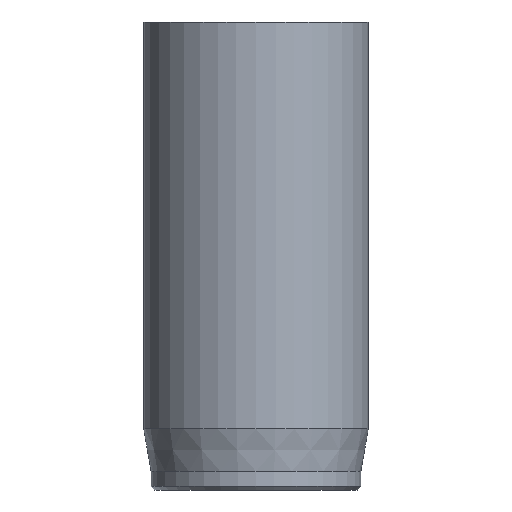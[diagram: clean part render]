
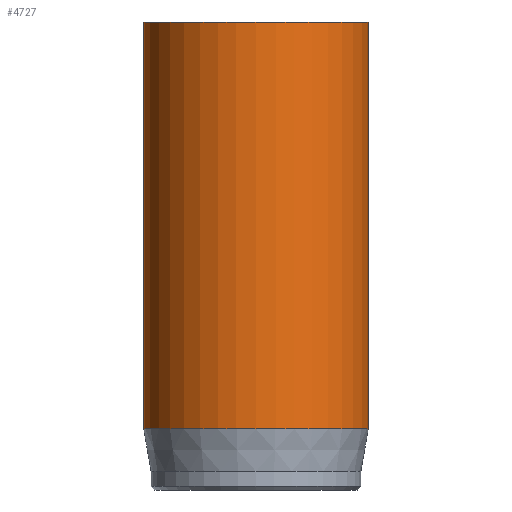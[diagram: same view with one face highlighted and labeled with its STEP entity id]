
A CAD part, front view. The second image highlights one B-rep face of the part: STEP entity #4727.
In plain terms, the highlighted cylindrical face has radius 6 mm (diameter 12 mm), a full revolution.
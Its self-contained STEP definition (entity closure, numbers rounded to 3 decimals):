
#32=CYLINDRICAL_SURFACE('',#4898,6.);
#47=CIRCLE('',#4865,6.);
#63=CIRCLE('',#4896,6.);
#64=CIRCLE('',#4897,6.);
#835=FACE_OUTER_BOUND('',#1115,.T.);
#1115=EDGE_LOOP('',(#4306,#4307,#4308,#4309,#4310));
#1449=LINE('',#9084,#1791);
#1791=VECTOR('',#5443,6.);
#2242=VERTEX_POINT('',#9023);
#2258=VERTEX_POINT('',#9078);
#2259=VERTEX_POINT('',#9079);
#2922=EDGE_CURVE('',#2242,#2242,#47,.T.);
#2946=EDGE_CURVE('',#2258,#2259,#63,.T.);
#2947=EDGE_CURVE('',#2259,#2258,#64,.T.);
#2949=EDGE_CURVE('',#2242,#2258,#1449,.T.);
#4306=ORIENTED_EDGE('',*,*,#2922,.T.);
#4307=ORIENTED_EDGE('',*,*,#2949,.T.);
#4308=ORIENTED_EDGE('',*,*,#2946,.T.);
#4309=ORIENTED_EDGE('',*,*,#2947,.T.);
#4310=ORIENTED_EDGE('',*,*,#2949,.F.);
#4727=ADVANCED_FACE('',(#835),#32,.T.);
#4865=AXIS2_PLACEMENT_3D('',#9024,#5366,#5367);
#4896=AXIS2_PLACEMENT_3D('',#9080,#5436,#5437);
#4897=AXIS2_PLACEMENT_3D('',#9081,#5438,#5439);
#4898=AXIS2_PLACEMENT_3D('',#9083,#5441,#5442);
#5366=DIRECTION('center_axis',(0.,0.,-1.));
#5367=DIRECTION('ref_axis',(-1.,0.,0.));
#5436=DIRECTION('center_axis',(0.,0.,1.));
#5437=DIRECTION('ref_axis',(-1.,0.,0.));
#5438=DIRECTION('center_axis',(0.,0.,1.));
#5439=DIRECTION('ref_axis',(-1.,0.,0.));
#5441=DIRECTION('center_axis',(0.,0.,1.));
#5442=DIRECTION('ref_axis',(-1.,0.,0.));
#5443=DIRECTION('',(0.,0.,-1.));
#9023=CARTESIAN_POINT('',(6.,0.,25.));
#9024=CARTESIAN_POINT('Origin',(0.,0.,25.));
#9078=CARTESIAN_POINT('',(6.,0.,3.269));
#9079=CARTESIAN_POINT('',(-6.,0.,3.269));
#9080=CARTESIAN_POINT('Origin',(0.,0.,3.269));
#9081=CARTESIAN_POINT('Origin',(0.,0.,3.269));
#9083=CARTESIAN_POINT('Origin',(0.,0.,0.));
#9084=CARTESIAN_POINT('',(6.,0.,0.));
